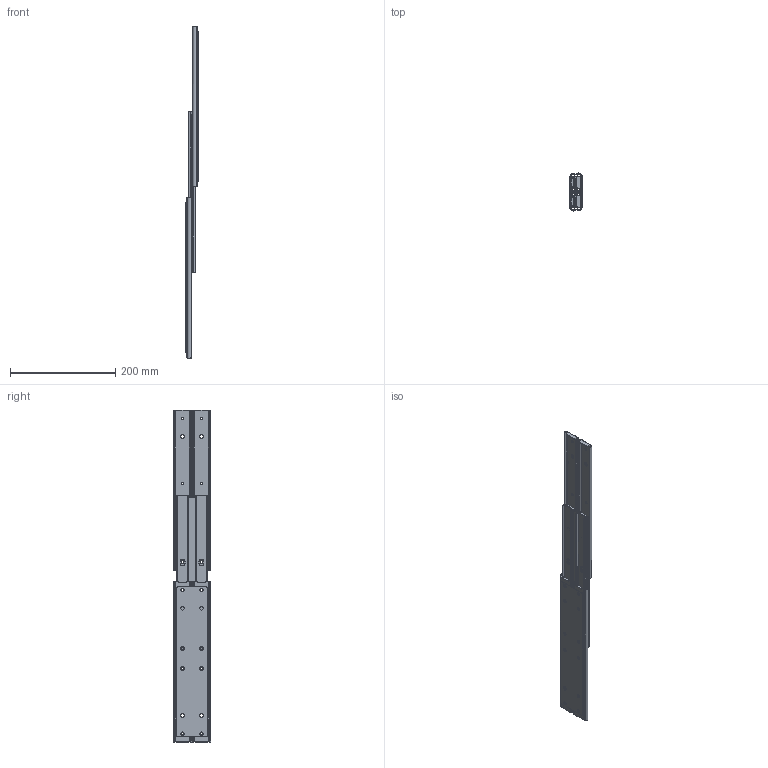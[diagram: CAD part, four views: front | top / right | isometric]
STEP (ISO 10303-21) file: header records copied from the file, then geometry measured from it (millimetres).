
FILE_DESCRIPTION (( 'STEP AP203' ), '1' );
FILE_NAME ('U51-12.STEP', '2020-07-07T02:27:11', ( '' ), ( '' ), 'SwSTEP 2.0', 'SolidWorks 2019', '' );
FILE_SCHEMA (( 'CONFIG_CONTROL_DESIGN' ));
Length unit declared in the file: millimetre
Products named in the file (5): IM U51-12; IM継板-12; U51-12; OM継板-12 ; OM U51-12
Assembly tree (11 placements, depth 2):
  U51-12
    OM U51-12  x4
    OM継板-12   x2
    IM U51-12  x4
    IM継板-12
Bounding box: 23.5 x 71.18 x 631.1 mm (x, y, z)
Volume: 219840.5 mm3; surface area: 306498.8 mm2
Topology: 11 solids, 11 shells, 628 faces, 1810 edges, 1204 vertices
Faces by surface type: cylinder 326, plane 302
Entity records: 7951 total; most frequent: CARTESIAN_POINT 1486, DIRECTION 1226, ORIENTED_EDGE 1208, EDGE_CURVE 604, AXIS2_PLACEMENT_3D 444, VERTEX_POINT 402, LINE 338, VECTOR 338
